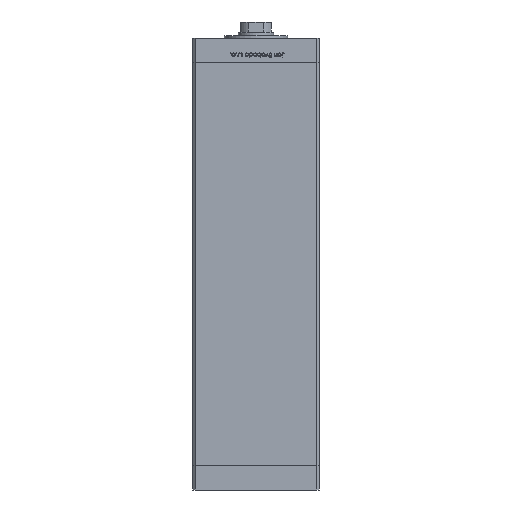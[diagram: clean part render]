
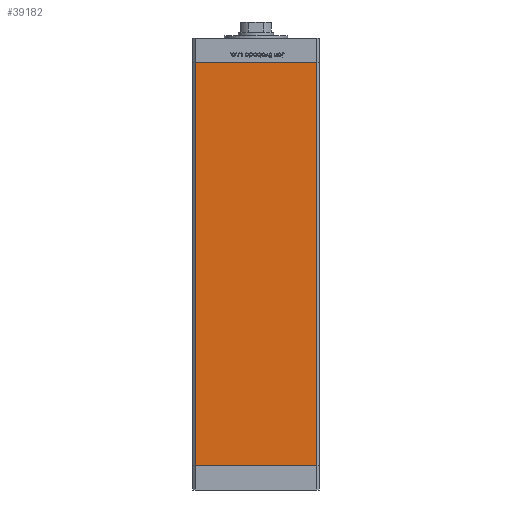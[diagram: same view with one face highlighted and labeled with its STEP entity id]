
A CAD part, front view. The second image highlights one B-rep face of the part: STEP entity #39182.
In plain terms, the highlighted planar face has unit normal (0, -1, 0).
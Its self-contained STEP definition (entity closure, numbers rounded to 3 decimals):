
#2863 = DIRECTION ( 'NONE',  ( 0., 0., -1. ) ) ;
#3122 = LINE ( 'NONE', #30607, #27837 ) ;
#3481 = VECTOR ( 'NONE', #16544, 1000. ) ;
#5805 = DIRECTION ( 'NONE',  ( 1., 0., 0. ) ) ;
#7477 = CARTESIAN_POINT ( 'NONE',  ( -48., -43.5, 318.5 ) ) ;
#7544 = LINE ( 'NONE', #23642, #16945 ) ;
#8356 = CARTESIAN_POINT ( 'NONE',  ( 48., -43.5, 318.5 ) ) ;
#12120 = CARTESIAN_POINT ( 'NONE',  ( -48., -43.5, 318.5 ) ) ;
#12253 = VERTEX_POINT ( 'NONE', #36471 ) ;
#13542 = ORIENTED_EDGE ( 'NONE', *, *, #22573, .F. ) ;
#14536 = EDGE_CURVE ( 'NONE', #26157, #17756, #49335, .T. ) ;
#16544 = DIRECTION ( 'NONE',  ( 0., 0., -1. ) ) ;
#16718 = ORIENTED_EDGE ( 'NONE', *, *, #19335, .T. ) ;
#16945 = VECTOR ( 'NONE', #40246, 1000. ) ;
#17756 = VERTEX_POINT ( 'NONE', #46653 ) ;
#19335 = EDGE_CURVE ( 'NONE', #30235, #26157, #3122, .T. ) ;
#20755 = EDGE_CURVE ( 'NONE', #30235, #12253, #7544, .T. ) ;
#22573 = EDGE_CURVE ( 'NONE', #12253, #17756, #48704, .T. ) ;
#23642 = CARTESIAN_POINT ( 'NONE',  ( -48., -43.5, 318.5 ) ) ;
#23996 = FACE_OUTER_BOUND ( 'NONE', #28100, .T. ) ;
#25465 = AXIS2_PLACEMENT_3D ( 'NONE', #12120, #44802, #51936 ) ;
#26157 = VERTEX_POINT ( 'NONE', #35579 ) ;
#27837 = VECTOR ( 'NONE', #2863, 1000. ) ;
#28100 = EDGE_LOOP ( 'NONE', ( #29903, #13542, #47080, #16718 ) ) ;
#29903 = ORIENTED_EDGE ( 'NONE', *, *, #14536, .T. ) ;
#30235 = VERTEX_POINT ( 'NONE', #7477 ) ;
#30607 = CARTESIAN_POINT ( 'NONE',  ( -48., -43.5, 318.5 ) ) ;
#35579 = CARTESIAN_POINT ( 'NONE',  ( -48., -43.5, 0. ) ) ;
#36471 = CARTESIAN_POINT ( 'NONE',  ( 48., -43.5, 318.5 ) ) ;
#38011 = CARTESIAN_POINT ( 'NONE',  ( -48., -43.5, 0. ) ) ;
#39182 = ADVANCED_FACE ( 'NONE', ( #23996 ), #48749, .F. ) ;
#40246 = DIRECTION ( 'NONE',  ( 1., 0., 0. ) ) ;
#44802 = DIRECTION ( 'NONE',  ( 0., 1., 0. ) ) ;
#45514 = VECTOR ( 'NONE', #5805, 1000. ) ;
#46653 = CARTESIAN_POINT ( 'NONE',  ( 48., -43.5, 0. ) ) ;
#47080 = ORIENTED_EDGE ( 'NONE', *, *, #20755, .F. ) ;
#48704 = LINE ( 'NONE', #8356, #3481 ) ;
#48749 = PLANE ( 'NONE',  #25465 ) ;
#49335 = LINE ( 'NONE', #38011, #45514 ) ;
#51936 = DIRECTION ( 'NONE',  ( 0., 0., 1. ) ) ;
